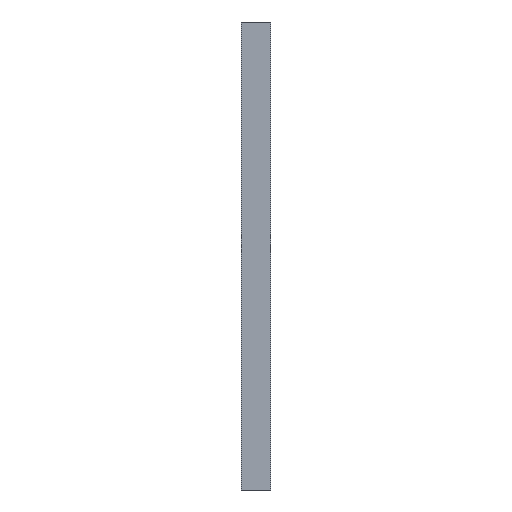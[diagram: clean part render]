
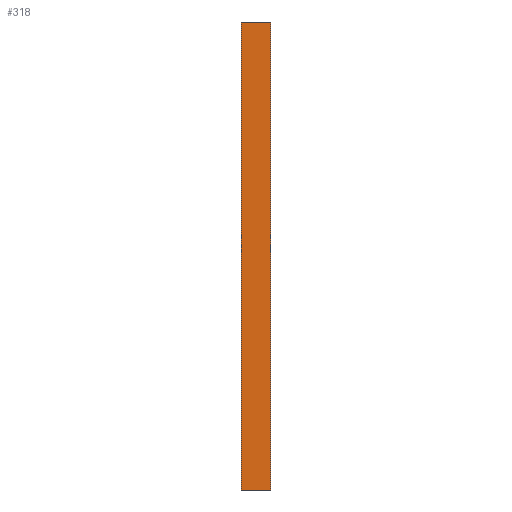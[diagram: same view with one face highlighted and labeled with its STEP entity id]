
A CAD part, front view. The second image highlights one B-rep face of the part: STEP entity #318.
In plain terms, the highlighted planar face has unit normal (0, -1, 0).
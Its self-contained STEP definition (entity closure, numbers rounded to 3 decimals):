
#5 = ORIENTED_EDGE ( 'NONE', *, *, #606, .T. ) ;
#23 = DIRECTION ( 'NONE',  ( -1., 0., 0. ) ) ;
#27 = LINE ( 'NONE', #562, #582 ) ;
#43 = CARTESIAN_POINT ( 'NONE',  ( 0., 0., 0. ) ) ;
#47 = ORIENTED_EDGE ( 'NONE', *, *, #335, .F. ) ;
#48 = DIRECTION ( 'NONE',  ( 0., 0., 1. ) ) ;
#65 = VECTOR ( 'NONE', #284, 1000. ) ;
#87 = FACE_OUTER_BOUND ( 'NONE', #105, .T. ) ;
#94 = CARTESIAN_POINT ( 'NONE',  ( 3.175, 0., 0. ) ) ;
#97 = DIRECTION ( 'NONE',  ( 0., 1., 0. ) ) ;
#105 = EDGE_LOOP ( 'NONE', ( #331, #496, #47, #5 ) ) ;
#111 = VERTEX_POINT ( 'NONE', #446 ) ;
#127 = EDGE_CURVE ( 'NONE', #259, #111, #174, .T. ) ;
#174 = LINE ( 'NONE', #225, #65 ) ;
#210 = LINE ( 'NONE', #94, #499 ) ;
#225 = CARTESIAN_POINT ( 'NONE',  ( 3.175, 0., -50.8 ) ) ;
#259 = VERTEX_POINT ( 'NONE', #620 ) ;
#284 = DIRECTION ( 'NONE',  ( -1., 0., 0. ) ) ;
#304 = LINE ( 'NONE', #517, #514 ) ;
#306 = PLANE ( 'NONE',  #410 ) ;
#318 = ADVANCED_FACE ( 'NONE', ( #87 ), #306, .F. ) ;
#331 = ORIENTED_EDGE ( 'NONE', *, *, #683, .T. ) ;
#335 = EDGE_CURVE ( 'NONE', #540, #259, #210, .T. ) ;
#364 = VERTEX_POINT ( 'NONE', #43 ) ;
#396 = CARTESIAN_POINT ( 'NONE',  ( 3.175, 0., 0. ) ) ;
#410 = AXIS2_PLACEMENT_3D ( 'NONE', #413, #97, #48 ) ;
#413 = CARTESIAN_POINT ( 'NONE',  ( 3.175, 0., 0. ) ) ;
#446 = CARTESIAN_POINT ( 'NONE',  ( 0., 0., -50.8 ) ) ;
#496 = ORIENTED_EDGE ( 'NONE', *, *, #127, .F. ) ;
#499 = VECTOR ( 'NONE', #525, 1000. ) ;
#514 = VECTOR ( 'NONE', #631, 1000. ) ;
#517 = CARTESIAN_POINT ( 'NONE',  ( 0., 0., 0. ) ) ;
#525 = DIRECTION ( 'NONE',  ( 0., 0., -1. ) ) ;
#540 = VERTEX_POINT ( 'NONE', #396 ) ;
#562 = CARTESIAN_POINT ( 'NONE',  ( 3.175, 0., 0. ) ) ;
#582 = VECTOR ( 'NONE', #23, 1000. ) ;
#606 = EDGE_CURVE ( 'NONE', #540, #364, #27, .T. ) ;
#620 = CARTESIAN_POINT ( 'NONE',  ( 3.175, 0., -50.8 ) ) ;
#631 = DIRECTION ( 'NONE',  ( 0., 0., -1. ) ) ;
#683 = EDGE_CURVE ( 'NONE', #364, #111, #304, .T. ) ;
